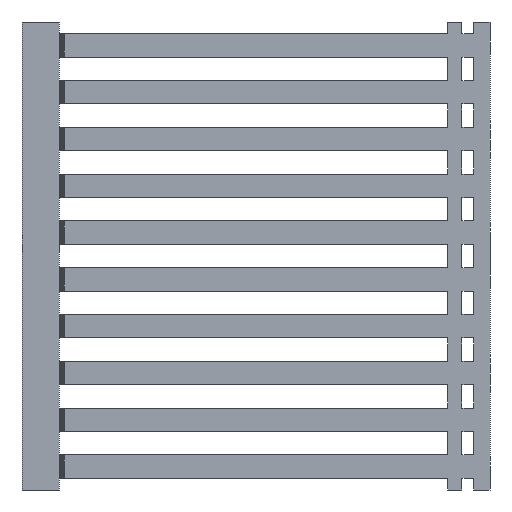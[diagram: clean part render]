
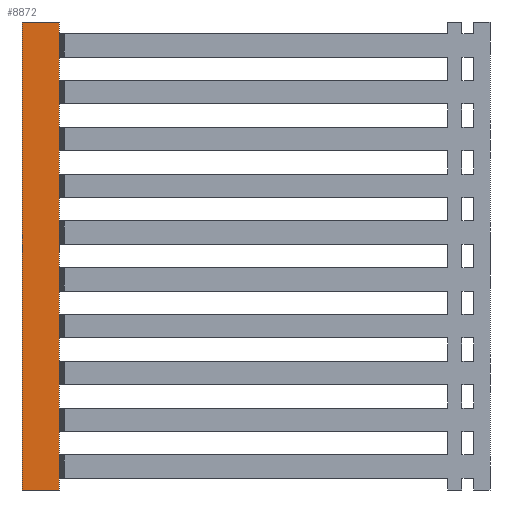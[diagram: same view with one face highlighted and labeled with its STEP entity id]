
A CAD part, left-side view. The second image highlights one B-rep face of the part: STEP entity #8872.
In plain terms, the highlighted planar face has unit normal (-1, 0, 0).
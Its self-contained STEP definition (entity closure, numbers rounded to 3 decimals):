
#190 = VECTOR ( 'NONE', #1889, 1000. ) ;
#267 = PLANE ( 'NONE',  #6122 ) ;
#617 = VERTEX_POINT ( 'NONE', #10717 ) ;
#1205 = ORIENTED_EDGE ( 'NONE', *, *, #7247, .T. ) ;
#1484 = ORIENTED_EDGE ( 'NONE', *, *, #3775, .T. ) ;
#1546 = LINE ( 'NONE', #9190, #7896 ) ;
#1889 = DIRECTION ( 'NONE',  ( 0., -1., 0. ) ) ;
#1988 = DIRECTION ( 'NONE',  ( -1., 0., 0. ) ) ;
#2258 = ORIENTED_EDGE ( 'NONE', *, *, #4444, .F. ) ;
#2286 = VERTEX_POINT ( 'NONE', #5186 ) ;
#2829 = LINE ( 'NONE', #3574, #190 ) ;
#3078 = VECTOR ( 'NONE', #4448, 1000. ) ;
#3122 = EDGE_LOOP ( 'NONE', ( #9123, #2258, #1205, #1484 ) ) ;
#3480 = EDGE_CURVE ( 'NONE', #4916, #617, #5410, .T. ) ;
#3574 = CARTESIAN_POINT ( 'NONE',  ( -30., 60., -100. ) ) ;
#3775 = EDGE_CURVE ( 'NONE', #7790, #617, #1546, .T. ) ;
#4115 = DIRECTION ( 'NONE',  ( 0., 0., 1. ) ) ;
#4444 = EDGE_CURVE ( 'NONE', #2286, #4916, #8119, .T. ) ;
#4448 = DIRECTION ( 'NONE',  ( 0., -1., 0. ) ) ;
#4916 = VERTEX_POINT ( 'NONE', #10861 ) ;
#5186 = CARTESIAN_POINT ( 'NONE',  ( -30., 60., -100. ) ) ;
#5410 = LINE ( 'NONE', #9523, #3078 ) ;
#6122 = AXIS2_PLACEMENT_3D ( 'NONE', #7864, #1988, #6972 ) ;
#6455 = CARTESIAN_POINT ( 'NONE',  ( -30., 52., -100. ) ) ;
#6972 = DIRECTION ( 'NONE',  ( 0., 0., 1. ) ) ;
#7115 = VECTOR ( 'NONE', #9659, 1000. ) ;
#7247 = EDGE_CURVE ( 'NONE', #2286, #7790, #2829, .T. ) ;
#7790 = VERTEX_POINT ( 'NONE', #6455 ) ;
#7864 = CARTESIAN_POINT ( 'NONE',  ( -30., 60., -100. ) ) ;
#7896 = VECTOR ( 'NONE', #4115, 1000. ) ;
#8119 = LINE ( 'NONE', #9009, #7115 ) ;
#8872 = ADVANCED_FACE ( 'NONE', ( #9567 ), #267, .T. ) ;
#9009 = CARTESIAN_POINT ( 'NONE',  ( -30., 60., -100. ) ) ;
#9123 = ORIENTED_EDGE ( 'NONE', *, *, #3480, .F. ) ;
#9190 = CARTESIAN_POINT ( 'NONE',  ( -30., 52., -100. ) ) ;
#9523 = CARTESIAN_POINT ( 'NONE',  ( -30., 60., 0. ) ) ;
#9567 = FACE_OUTER_BOUND ( 'NONE', #3122, .T. ) ;
#9659 = DIRECTION ( 'NONE',  ( 0., 0., 1. ) ) ;
#10717 = CARTESIAN_POINT ( 'NONE',  ( -30., 52., 0. ) ) ;
#10861 = CARTESIAN_POINT ( 'NONE',  ( -30., 60., 0. ) ) ;
